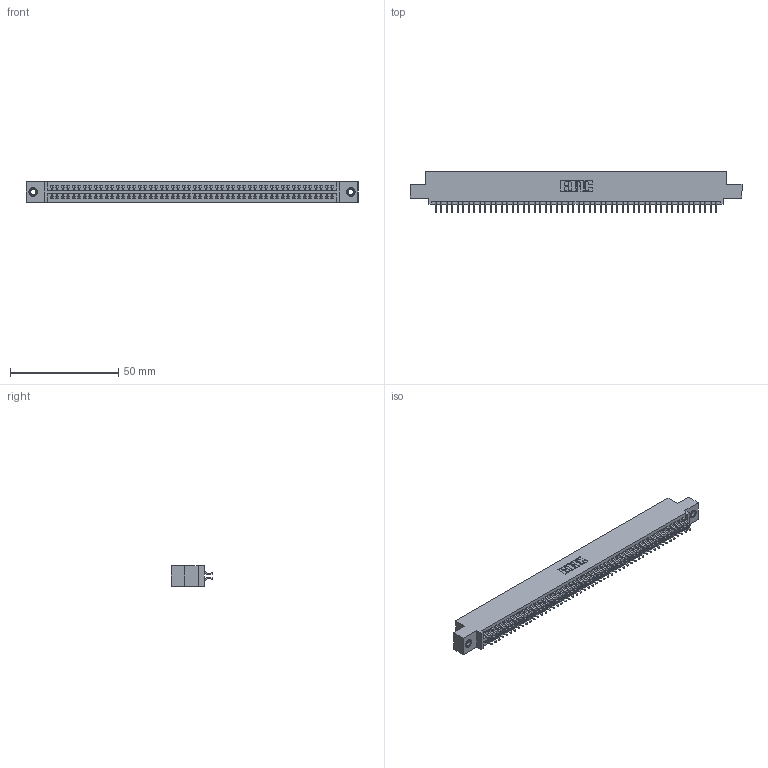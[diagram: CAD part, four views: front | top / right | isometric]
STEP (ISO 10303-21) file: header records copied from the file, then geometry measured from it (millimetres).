
FILE_DESCRIPTION (( 'STEP AP203' ), '1' );
FILE_NAME ('395-104-556-507.STEP', '2019-10-26T21:59:01', ( '' ), ( '' ), 'SwSTEP 2.0', 'SolidWorks 2016', '' );
FILE_SCHEMA (( 'CONFIG_CONTROL_DESIGN' ));
Length unit declared in the file: inch
Products named in the file (4): 345 Part_0.110 Offset - 0.156 Dia-TI; 345-292-001_556 Tail; 345-250-001_345-250-005-103; 395-104-556-507
Assembly tree (107 placements, depth 2):
  395-104-556-507
    345 Part_0.110 Offset - 0.156 Dia-TI
    345-292-001_556 Tail  x104
    345-250-001_345-250-005-103  x2
Bounding box: 153.29 x 19.24 x 9.4 mm (x, y, z)
Volume: 14892.5 mm3; surface area: 22236.9 mm2
Topology: 107 solids, 107 shells, 6014 faces, 17857 edges, 11758 vertices
Faces by surface type: plane 3964, cylinder 2034, cone 12, torus 4
Entity records: 40992 total; most frequent: CARTESIAN_POINT 6859, ORIENTED_EDGE 6774, DIRECTION 6049, EDGE_CURVE 3387, LINE 3019, VECTOR 3019, VERTEX_POINT 2252, AXIS2_PLACEMENT_3D 1515
